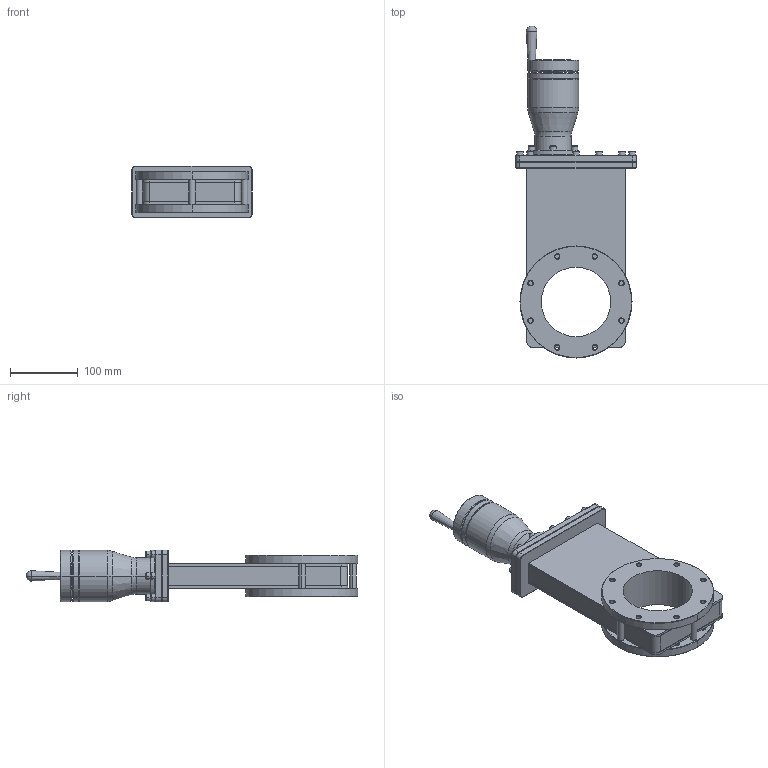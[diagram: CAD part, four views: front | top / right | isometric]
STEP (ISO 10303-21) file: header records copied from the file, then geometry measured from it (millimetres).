
FILE_DESCRIPTION((''),'2;1');
FILE_NAME('11110-0403','2011-01-05T',('jd'),(''),'PRO/ENGINEER BY PARAMETRIC TECHNOLOGY CORPORATION, 2010280','PRO/ENGINEER BY PARAMETRIC TECHNOLOGY CORPORATION, 2010280','');
FILE_SCHEMA(('CONFIG_CONTROL_DESIGN'));
Length unit declared in the file: inch
Products named in the file (1): 11110-0403
Bounding box: 177.8 x 489.13 x 75.95 mm (x, y, z)
Volume: 2188451.6 mm3; surface area: 215154.8 mm2
Topology: 1 solids, 17 shells, 446 faces, 1040 edges, 647 vertices
Faces by surface type: plane 208, cylinder 130, cone 102, torus 2, bspline 2, sphere 2
Entity records: 12759 total; most frequent: DIRECTION 2366, CARTESIAN_POINT 2186, ORIENTED_EDGE 2012, EDGE_CURVE 1038, AXIS2_PLACEMENT_3D 883, VERTEX_POINT 647, VECTOR 600, LINE 600
